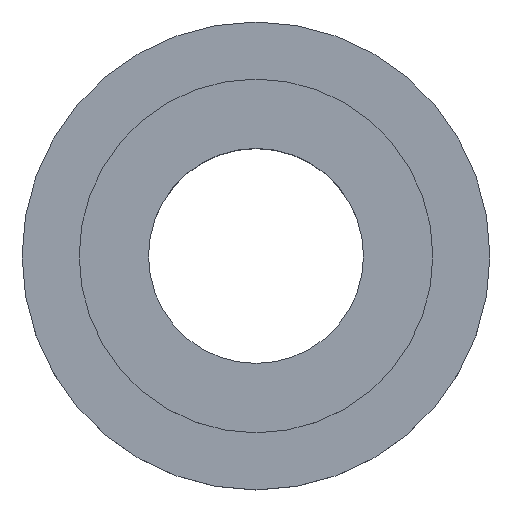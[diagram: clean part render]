
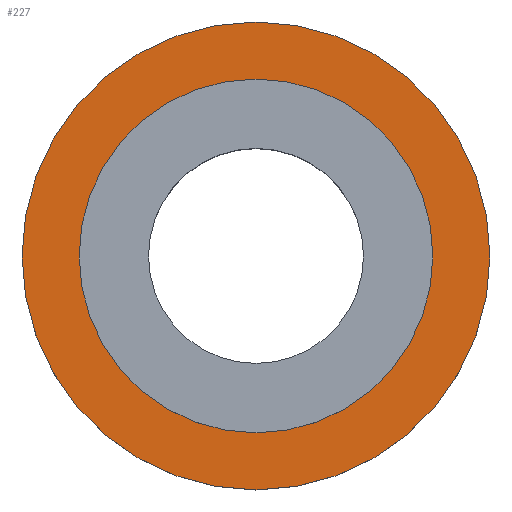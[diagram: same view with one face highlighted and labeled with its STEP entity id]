
A CAD part, top view. The second image highlights one B-rep face of the part: STEP entity #227.
In plain terms, the highlighted planar face has unit normal (0, 0, 1).
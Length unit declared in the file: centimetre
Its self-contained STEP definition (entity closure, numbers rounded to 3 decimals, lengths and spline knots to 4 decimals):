
#108=PLANE('',#249);
#119=VERTEX_POINT('',#324);
#120=VERTEX_POINT('',#327);
#131=CIRCLE('',#248,18.5);
#132=CIRCLE('',#250,13.9875);
#143=EDGE_CURVE('',#119,#119,#131,.T.);
#144=EDGE_CURVE('',#120,#120,#132,.T.);
#164=ORIENTED_EDGE('',*,*,#144,.F.);
#165=ORIENTED_EDGE('',*,*,#143,.T.);
#188=EDGE_LOOP('',(#164));
#189=EDGE_LOOP('',(#165));
#212=FACE_BOUND('',#188,.T.);
#213=FACE_BOUND('',#189,.T.);
#227=ADVANCED_FACE('',(#212,#213),#108,.T.);
#248=AXIS2_PLACEMENT_3D('',#323,#286,#287);
#249=AXIS2_PLACEMENT_3D('',#325,#288,$);
#250=AXIS2_PLACEMENT_3D('',#326,#289,#290);
#286=DIRECTION('',(0.,0.,1.));
#287=DIRECTION('',(0.,18.5,0.));
#288=DIRECTION('',(0.,0.,1.));
#289=DIRECTION('',(0.,0.,1.));
#290=DIRECTION('',(0.,13.988,0.));
#323=CARTESIAN_POINT('',(0.,0.,-1.));
#324=CARTESIAN_POINT('',(0.,18.5,-1.));
#325=CARTESIAN_POINT('',(0.,16.2438,-1.));
#326=CARTESIAN_POINT('',(0.,0.,-1.));
#327=CARTESIAN_POINT('',(0.,13.9875,-1.));
